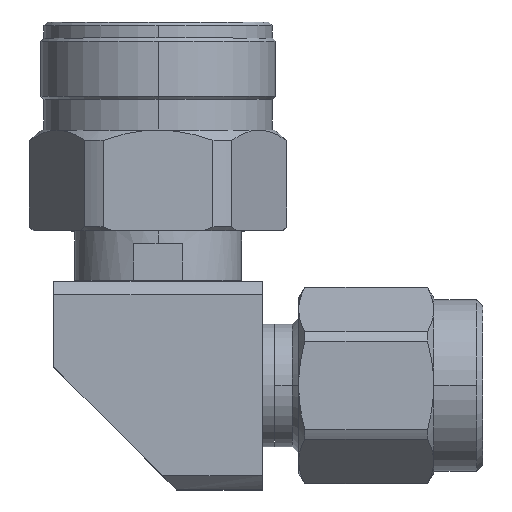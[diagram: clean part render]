
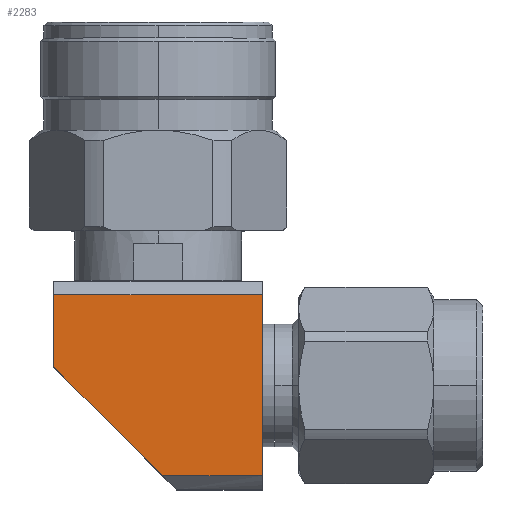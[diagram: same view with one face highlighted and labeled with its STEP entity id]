
A CAD part, top view. The second image highlights one B-rep face of the part: STEP entity #2283.
In plain terms, the highlighted planar face has unit normal (0, 0, 1).
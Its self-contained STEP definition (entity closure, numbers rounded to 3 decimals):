
#290 = LINE ( 'NONE', #6293, #2871 ) ;
#331 = CARTESIAN_POINT ( 'NONE',  ( 8.5, 7.37, 8.5 ) ) ;
#352 = LINE ( 'NONE', #2326, #3372 ) ;
#616 = VERTEX_POINT ( 'NONE', #1175 ) ;
#849 = VECTOR ( 'NONE', #3772, 1000. ) ;
#1044 = CARTESIAN_POINT ( 'NONE',  ( -8.5, 8.5, 8.5 ) ) ;
#1115 = DIRECTION ( 'NONE',  ( 0.707, -0.707, 0. ) ) ;
#1175 = CARTESIAN_POINT ( 'NONE',  ( -8.5, 7.37, 8.5 ) ) ;
#1179 = EDGE_CURVE ( 'NONE', #616, #2066, #290, .T. ) ;
#1235 = DIRECTION ( 'NONE',  ( 1., 0., 0. ) ) ;
#1480 = AXIS2_PLACEMENT_3D ( 'NONE', #2591, #5636, #1235 ) ;
#1513 = VERTEX_POINT ( 'NONE', #3061 ) ;
#1867 = VERTEX_POINT ( 'NONE', #3086 ) ;
#2066 = VERTEX_POINT ( 'NONE', #331 ) ;
#2204 = FACE_OUTER_BOUND ( 'NONE', #5946, .T. ) ;
#2283 = ADVANCED_FACE ( 'NONE', ( #2204 ), #4201, .T. ) ;
#2326 = CARTESIAN_POINT ( 'NONE',  ( 0., -7.37, 8.5 ) ) ;
#2591 = CARTESIAN_POINT ( 'NONE',  ( 0., 0., 8.5 ) ) ;
#2599 = CARTESIAN_POINT ( 'NONE',  ( -8.5, 1.5, 8.5 ) ) ;
#2848 = VERTEX_POINT ( 'NONE', #5688 ) ;
#2871 = VECTOR ( 'NONE', #4198, 1000. ) ;
#3013 = DIRECTION ( 'NONE',  ( 0., 1., 0. ) ) ;
#3061 = CARTESIAN_POINT ( 'NONE',  ( 8.5, -7.37, 8.5 ) ) ;
#3086 = CARTESIAN_POINT ( 'NONE',  ( -8.5, 1.5, 8.5 ) ) ;
#3260 = ORIENTED_EDGE ( 'NONE', *, *, #1179, .F. ) ;
#3272 = VECTOR ( 'NONE', #3013, 1000. ) ;
#3372 = VECTOR ( 'NONE', #4291, 1000. ) ;
#3415 = CARTESIAN_POINT ( 'NONE',  ( 8.5, -8.5, 8.5 ) ) ;
#3552 = EDGE_CURVE ( 'NONE', #1867, #2848, #6017, .T. ) ;
#3772 = DIRECTION ( 'NONE',  ( 0., -1., 0. ) ) ;
#3837 = VECTOR ( 'NONE', #1115, 1000. ) ;
#4112 = EDGE_CURVE ( 'NONE', #2848, #1513, #352, .T. ) ;
#4198 = DIRECTION ( 'NONE',  ( 1., 0., 0. ) ) ;
#4201 = PLANE ( 'NONE',  #1480 ) ;
#4291 = DIRECTION ( 'NONE',  ( 1., 0., 0. ) ) ;
#4341 = ORIENTED_EDGE ( 'NONE', *, *, #3552, .T. ) ;
#4404 = ORIENTED_EDGE ( 'NONE', *, *, #4654, .F. ) ;
#4654 = EDGE_CURVE ( 'NONE', #1867, #616, #5485, .T. ) ;
#4771 = LINE ( 'NONE', #3415, #849 ) ;
#5485 = LINE ( 'NONE', #1044, #3272 ) ;
#5636 = DIRECTION ( 'NONE',  ( 0., 0., 1. ) ) ;
#5688 = CARTESIAN_POINT ( 'NONE',  ( 0.37, -7.37, 8.5 ) ) ;
#5946 = EDGE_LOOP ( 'NONE', ( #4341, #6385, #5991, #3260, #4404 ) ) ;
#5991 = ORIENTED_EDGE ( 'NONE', *, *, #6151, .F. ) ;
#6017 = LINE ( 'NONE', #2599, #3837 ) ;
#6151 = EDGE_CURVE ( 'NONE', #2066, #1513, #4771, .T. ) ;
#6293 = CARTESIAN_POINT ( 'NONE',  ( -8.5, 7.37, 8.5 ) ) ;
#6385 = ORIENTED_EDGE ( 'NONE', *, *, #4112, .T. ) ;
